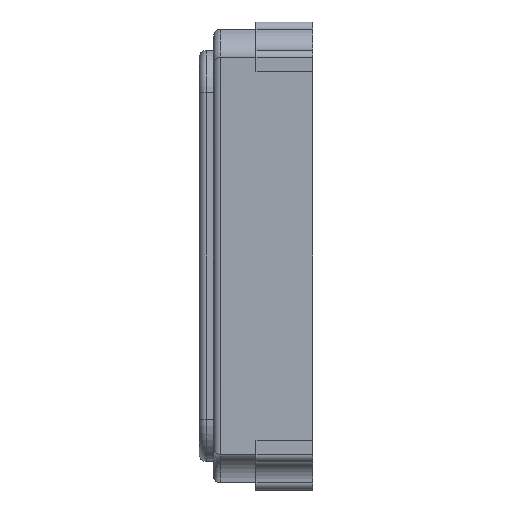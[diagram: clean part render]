
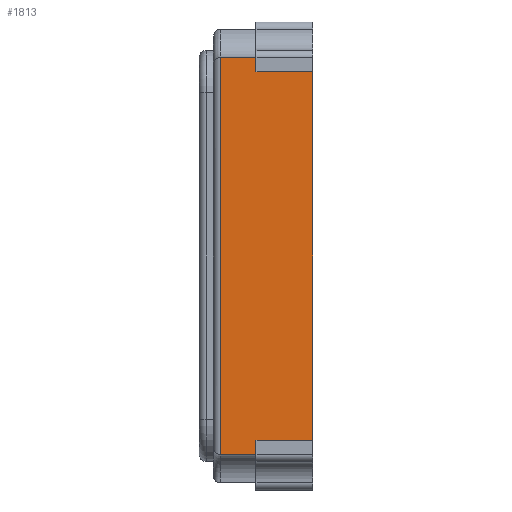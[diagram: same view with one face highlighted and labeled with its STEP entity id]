
A CAD part, left-side view. The second image highlights one B-rep face of the part: STEP entity #1813.
In plain terms, the highlighted planar face has unit normal (-1, 0, 0).
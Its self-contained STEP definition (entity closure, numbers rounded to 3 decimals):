
#44 = PLANE ( 'NONE',  #1242 ) ;
#141 = VERTEX_POINT ( 'NONE', #535 ) ;
#203 = LINE ( 'NONE', #1432, #1358 ) ;
#245 = VERTEX_POINT ( 'NONE', #1669 ) ;
#290 = DIRECTION ( 'NONE',  ( 1., 0., 0. ) ) ;
#332 = LINE ( 'NONE', #2734, #1482 ) ;
#371 = CARTESIAN_POINT ( 'NONE',  ( -1., 0., 0.8 ) ) ;
#434 = CARTESIAN_POINT ( 'NONE',  ( -1., 0.2, -0.65 ) ) ;
#479 = EDGE_CURVE ( 'NONE', #245, #2347, #1584, .T. ) ;
#533 = DIRECTION ( 'NONE',  ( 0., 0., -1. ) ) ;
#535 = CARTESIAN_POINT ( 'NONE',  ( -1., 0.325, 0.7 ) ) ;
#539 = EDGE_CURVE ( 'NONE', #2944, #1345, #1229, .T. ) ;
#607 = LINE ( 'NONE', #1601, #1260 ) ;
#609 = EDGE_CURVE ( 'NONE', #245, #1880, #607, .T. ) ;
#652 = VECTOR ( 'NONE', #1579, 1000. ) ;
#699 = CARTESIAN_POINT ( 'NONE',  ( -1., 0., 0.65 ) ) ;
#784 = EDGE_CURVE ( 'NONE', #2944, #1945, #1201, .T. ) ;
#861 = LINE ( 'NONE', #371, #1451 ) ;
#941 = DIRECTION ( 'NONE',  ( 0., -1., 0. ) ) ;
#1043 = ORIENTED_EDGE ( 'NONE', *, *, #479, .T. ) ;
#1049 = ORIENTED_EDGE ( 'NONE', *, *, #1973, .T. ) ;
#1065 = ORIENTED_EDGE ( 'NONE', *, *, #1169, .T. ) ;
#1143 = ORIENTED_EDGE ( 'NONE', *, *, #609, .F. ) ;
#1169 = EDGE_CURVE ( 'NONE', #1272, #1345, #332, .T. ) ;
#1201 = LINE ( 'NONE', #2570, #2794 ) ;
#1220 = ORIENTED_EDGE ( 'NONE', *, *, #2237, .T. ) ;
#1229 = LINE ( 'NONE', #434, #2885 ) ;
#1242 = AXIS2_PLACEMENT_3D ( 'NONE', #1674, #290, #533 ) ;
#1260 = VECTOR ( 'NONE', #2503, 1000. ) ;
#1272 = VERTEX_POINT ( 'NONE', #1708 ) ;
#1345 = VERTEX_POINT ( 'NONE', #2094 ) ;
#1358 = VECTOR ( 'NONE', #2306, 1000. ) ;
#1432 = CARTESIAN_POINT ( 'NONE',  ( -1., 0.325, -0.7 ) ) ;
#1451 = VECTOR ( 'NONE', #2177, 1000. ) ;
#1482 = VECTOR ( 'NONE', #941, 1000. ) ;
#1507 = DIRECTION ( 'NONE',  ( 0., 0., -1. ) ) ;
#1562 = CARTESIAN_POINT ( 'NONE',  ( -1., 0.2, 0.7 ) ) ;
#1579 = DIRECTION ( 'NONE',  ( 0., 0., 1. ) ) ;
#1584 = LINE ( 'NONE', #2927, #652 ) ;
#1601 = CARTESIAN_POINT ( 'NONE',  ( -1., 0.2, 0.65 ) ) ;
#1669 = CARTESIAN_POINT ( 'NONE',  ( -1., 0.2, 0.65 ) ) ;
#1674 = CARTESIAN_POINT ( 'NONE',  ( -1., 0.35, 0.8 ) ) ;
#1708 = CARTESIAN_POINT ( 'NONE',  ( -1., 0.325, -0.7 ) ) ;
#1790 = EDGE_CURVE ( 'NONE', #141, #1272, #203, .T. ) ;
#1793 = CARTESIAN_POINT ( 'NONE',  ( -1., 0.2, -0.65 ) ) ;
#1813 = ADVANCED_FACE ( 'NONE', ( #2377 ), #44, .F. ) ;
#1828 = ORIENTED_EDGE ( 'NONE', *, *, #539, .F. ) ;
#1880 = VERTEX_POINT ( 'NONE', #699 ) ;
#1945 = VERTEX_POINT ( 'NONE', #2642 ) ;
#1973 = EDGE_CURVE ( 'NONE', #1945, #1880, #861, .T. ) ;
#1986 = DIRECTION ( 'NONE',  ( 0., 1., 0. ) ) ;
#2094 = CARTESIAN_POINT ( 'NONE',  ( -1., 0.2, -0.7 ) ) ;
#2177 = DIRECTION ( 'NONE',  ( 0., 0., 1. ) ) ;
#2237 = EDGE_CURVE ( 'NONE', #2347, #141, #2513, .T. ) ;
#2306 = DIRECTION ( 'NONE',  ( 0., 0., -1. ) ) ;
#2347 = VERTEX_POINT ( 'NONE', #1562 ) ;
#2377 = FACE_OUTER_BOUND ( 'NONE', #2613, .T. ) ;
#2381 = CARTESIAN_POINT ( 'NONE',  ( -1., 0., 0.7 ) ) ;
#2503 = DIRECTION ( 'NONE',  ( 0., -1., 0. ) ) ;
#2513 = LINE ( 'NONE', #2381, #2744 ) ;
#2570 = CARTESIAN_POINT ( 'NONE',  ( -1., 0.2, -0.65 ) ) ;
#2613 = EDGE_LOOP ( 'NONE', ( #1220, #2653, #1065, #1828, #2862, #1049, #1143, #1043 ) ) ;
#2642 = CARTESIAN_POINT ( 'NONE',  ( -1., 0., -0.65 ) ) ;
#2653 = ORIENTED_EDGE ( 'NONE', *, *, #1790, .T. ) ;
#2734 = CARTESIAN_POINT ( 'NONE',  ( -1., 0., -0.7 ) ) ;
#2744 = VECTOR ( 'NONE', #1986, 1000. ) ;
#2779 = DIRECTION ( 'NONE',  ( 0., -1., 0. ) ) ;
#2794 = VECTOR ( 'NONE', #2779, 1000. ) ;
#2862 = ORIENTED_EDGE ( 'NONE', *, *, #784, .T. ) ;
#2885 = VECTOR ( 'NONE', #1507, 1000. ) ;
#2927 = CARTESIAN_POINT ( 'NONE',  ( -1., 0.2, 0.65 ) ) ;
#2944 = VERTEX_POINT ( 'NONE', #1793 ) ;
